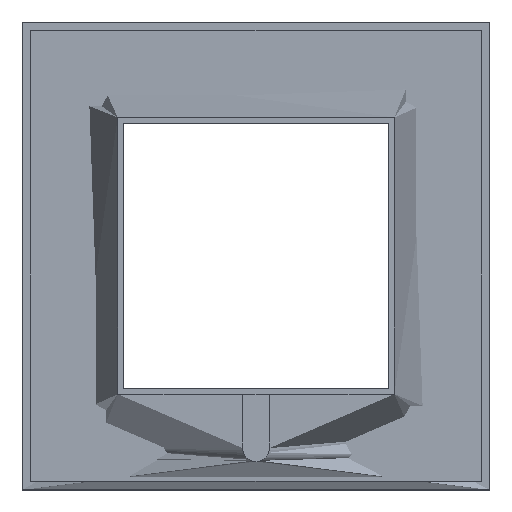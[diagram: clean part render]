
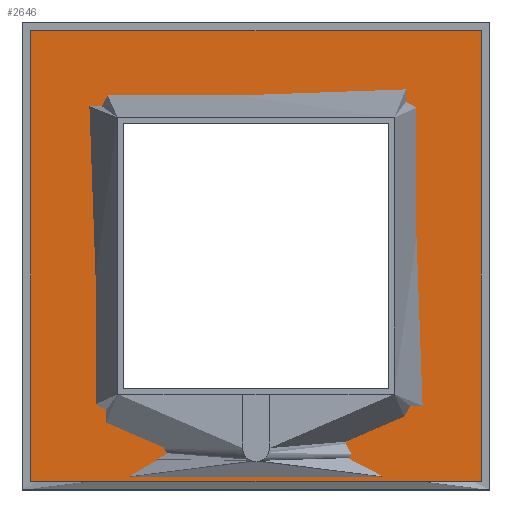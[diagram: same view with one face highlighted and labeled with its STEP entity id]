
A CAD part, top view. The second image highlights one B-rep face of the part: STEP entity #2646.
In plain terms, the highlighted planar face has unit normal (0, 0, -1).
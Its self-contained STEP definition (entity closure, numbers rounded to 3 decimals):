
#1148 = PLANE('',#1149);
#1149 = AXIS2_PLACEMENT_3D('',#1150,#1151,#1152);
#1150 = CARTESIAN_POINT('',(-50.1,50.1,0.));
#1151 = DIRECTION('',(0.,1.,0.));
#1152 = DIRECTION('',(1.,0.,0.));
#1202 = PLANE('',#1203);
#1203 = AXIS2_PLACEMENT_3D('',#1204,#1205,#1206);
#1204 = CARTESIAN_POINT('',(50.1,50.1,0.));
#1205 = DIRECTION('',(1.,0.,0.));
#1206 = DIRECTION('',(0.,-1.,0.));
#1256 = PLANE('',#1257);
#1257 = AXIS2_PLACEMENT_3D('',#1258,#1259,#1260);
#1258 = CARTESIAN_POINT('',(50.1,-50.1,0.));
#1259 = DIRECTION('',(0.,-1.,0.));
#1260 = DIRECTION('',(-1.,0.,0.));
#1288 = PLANE('',#1289);
#1289 = AXIS2_PLACEMENT_3D('',#1290,#1291,#1292);
#1290 = CARTESIAN_POINT('',(-50.1,-50.1,0.));
#1291 = DIRECTION('',(-1.,0.,0.));
#1292 = DIRECTION('',(0.,1.,0.));
#1510 = VERTEX_POINT('',#1511);
#1511 = CARTESIAN_POINT('',(-50.1,50.1,20.));
#1532 = EDGE_CURVE('',#1510,#1533,#1535,.T.);
#1533 = VERTEX_POINT('',#1534);
#1534 = CARTESIAN_POINT('',(50.1,50.1,20.));
#1535 = SURFACE_CURVE('',#1536,(#1540,#1547),.PCURVE_S1.);
#1536 = LINE('',#1537,#1538);
#1537 = CARTESIAN_POINT('',(-50.1,50.1,20.));
#1538 = VECTOR('',#1539,1.);
#1539 = DIRECTION('',(1.,0.,0.));
#1540 = PCURVE('',#1148,#1541);
#1541 = DEFINITIONAL_REPRESENTATION('',(#1542),#1546);
#1542 = LINE('',#1543,#1544);
#1543 = CARTESIAN_POINT('',(0.,-20.));
#1544 = VECTOR('',#1545,1.);
#1545 = DIRECTION('',(1.,0.));
#1546 = ( GEOMETRIC_REPRESENTATION_CONTEXT(2) 
PARAMETRIC_REPRESENTATION_CONTEXT() REPRESENTATION_CONTEXT('2D SPACE',''
  ) );
#1547 = PCURVE('',#1548,#1553);
#1548 = PLANE('',#1549);
#1549 = AXIS2_PLACEMENT_3D('',#1550,#1551,#1552);
#1550 = CARTESIAN_POINT('',(0.,0.,20.));
#1551 = DIRECTION('',(-0.,-0.,-1.));
#1552 = DIRECTION('',(-1.,0.,0.));
#1553 = DEFINITIONAL_REPRESENTATION('',(#1554),#1558);
#1554 = LINE('',#1555,#1556);
#1555 = CARTESIAN_POINT('',(50.1,50.1));
#1556 = VECTOR('',#1557,1.);
#1557 = DIRECTION('',(-1.,0.));
#1558 = ( GEOMETRIC_REPRESENTATION_CONTEXT(2) 
PARAMETRIC_REPRESENTATION_CONTEXT() REPRESENTATION_CONTEXT('2D SPACE',''
  ) );
#1586 = EDGE_CURVE('',#1533,#1587,#1589,.T.);
#1587 = VERTEX_POINT('',#1588);
#1588 = CARTESIAN_POINT('',(50.1,-50.1,20.));
#1589 = SURFACE_CURVE('',#1590,(#1594,#1601),.PCURVE_S1.);
#1590 = LINE('',#1591,#1592);
#1591 = CARTESIAN_POINT('',(50.1,50.1,20.));
#1592 = VECTOR('',#1593,1.);
#1593 = DIRECTION('',(0.,-1.,0.));
#1594 = PCURVE('',#1202,#1595);
#1595 = DEFINITIONAL_REPRESENTATION('',(#1596),#1600);
#1596 = LINE('',#1597,#1598);
#1597 = CARTESIAN_POINT('',(0.,-20.));
#1598 = VECTOR('',#1599,1.);
#1599 = DIRECTION('',(1.,0.));
#1600 = ( GEOMETRIC_REPRESENTATION_CONTEXT(2) 
PARAMETRIC_REPRESENTATION_CONTEXT() REPRESENTATION_CONTEXT('2D SPACE',''
  ) );
#1601 = PCURVE('',#1548,#1602);
#1602 = DEFINITIONAL_REPRESENTATION('',(#1603),#1607);
#1603 = LINE('',#1604,#1605);
#1604 = CARTESIAN_POINT('',(-50.1,50.1));
#1605 = VECTOR('',#1606,1.);
#1606 = DIRECTION('',(0.,-1.));
#1607 = ( GEOMETRIC_REPRESENTATION_CONTEXT(2) 
PARAMETRIC_REPRESENTATION_CONTEXT() REPRESENTATION_CONTEXT('2D SPACE',''
  ) );
#1635 = EDGE_CURVE('',#1587,#1636,#1638,.T.);
#1636 = VERTEX_POINT('',#1637);
#1637 = CARTESIAN_POINT('',(-50.1,-50.1,20.));
#1638 = SURFACE_CURVE('',#1639,(#1643,#1650),.PCURVE_S1.);
#1639 = LINE('',#1640,#1641);
#1640 = CARTESIAN_POINT('',(50.1,-50.1,20.));
#1641 = VECTOR('',#1642,1.);
#1642 = DIRECTION('',(-1.,0.,0.));
#1643 = PCURVE('',#1256,#1644);
#1644 = DEFINITIONAL_REPRESENTATION('',(#1645),#1649);
#1645 = LINE('',#1646,#1647);
#1646 = CARTESIAN_POINT('',(0.,-20.));
#1647 = VECTOR('',#1648,1.);
#1648 = DIRECTION('',(1.,0.));
#1649 = ( GEOMETRIC_REPRESENTATION_CONTEXT(2) 
PARAMETRIC_REPRESENTATION_CONTEXT() REPRESENTATION_CONTEXT('2D SPACE',''
  ) );
#1650 = PCURVE('',#1548,#1651);
#1651 = DEFINITIONAL_REPRESENTATION('',(#1652),#1656);
#1652 = LINE('',#1653,#1654);
#1653 = CARTESIAN_POINT('',(-50.1,-50.1));
#1654 = VECTOR('',#1655,1.);
#1655 = DIRECTION('',(1.,0.));
#1656 = ( GEOMETRIC_REPRESENTATION_CONTEXT(2) 
PARAMETRIC_REPRESENTATION_CONTEXT() REPRESENTATION_CONTEXT('2D SPACE',''
  ) );
#1684 = EDGE_CURVE('',#1636,#1510,#1685,.T.);
#1685 = SURFACE_CURVE('',#1686,(#1690,#1697),.PCURVE_S1.);
#1686 = LINE('',#1687,#1688);
#1687 = CARTESIAN_POINT('',(-50.1,-50.1,20.));
#1688 = VECTOR('',#1689,1.);
#1689 = DIRECTION('',(0.,1.,0.));
#1690 = PCURVE('',#1288,#1691);
#1691 = DEFINITIONAL_REPRESENTATION('',(#1692),#1696);
#1692 = LINE('',#1693,#1694);
#1693 = CARTESIAN_POINT('',(0.,-20.));
#1694 = VECTOR('',#1695,1.);
#1695 = DIRECTION('',(1.,0.));
#1696 = ( GEOMETRIC_REPRESENTATION_CONTEXT(2) 
PARAMETRIC_REPRESENTATION_CONTEXT() REPRESENTATION_CONTEXT('2D SPACE',''
  ) );
#1697 = PCURVE('',#1548,#1698);
#1698 = DEFINITIONAL_REPRESENTATION('',(#1699),#1703);
#1699 = LINE('',#1700,#1701);
#1700 = CARTESIAN_POINT('',(50.1,-50.1));
#1701 = VECTOR('',#1702,1.);
#1702 = DIRECTION('',(0.,1.));
#1703 = ( GEOMETRIC_REPRESENTATION_CONTEXT(2) 
PARAMETRIC_REPRESENTATION_CONTEXT() REPRESENTATION_CONTEXT('2D SPACE',''
  ) );
#2646 = ADVANCED_FACE('',(#2647,#2653),#1548,.T.);
#2647 = FACE_BOUND('',#2648,.T.);
#2648 = EDGE_LOOP('',(#2649,#2650,#2651,#2652));
#2649 = ORIENTED_EDGE('',*,*,#1532,.T.);
#2650 = ORIENTED_EDGE('',*,*,#1586,.T.);
#2651 = ORIENTED_EDGE('',*,*,#1635,.T.);
#2652 = ORIENTED_EDGE('',*,*,#1684,.T.);
#2653 = FACE_BOUND('',#2654,.T.);
#2654 = EDGE_LOOP('',(#2655,#2685,#2713,#2741));
#2655 = ORIENTED_EDGE('',*,*,#2656,.F.);
#2656 = EDGE_CURVE('',#2657,#2659,#2661,.T.);
#2657 = VERTEX_POINT('',#2658);
#2658 = CARTESIAN_POINT('',(-29.5,29.5,20.));
#2659 = VERTEX_POINT('',#2660);
#2660 = CARTESIAN_POINT('',(29.5,29.5,20.));
#2661 = SURFACE_CURVE('',#2662,(#2666,#2673),.PCURVE_S1.);
#2662 = LINE('',#2663,#2664);
#2663 = CARTESIAN_POINT('',(-14.75,29.5,20.));
#2664 = VECTOR('',#2665,1.);
#2665 = DIRECTION('',(1.,0.,0.));
#2666 = PCURVE('',#1548,#2667);
#2667 = DEFINITIONAL_REPRESENTATION('',(#2668),#2672);
#2668 = LINE('',#2669,#2670);
#2669 = CARTESIAN_POINT('',(14.75,29.5));
#2670 = VECTOR('',#2671,1.);
#2671 = DIRECTION('',(-1.,0.));
#2672 = ( GEOMETRIC_REPRESENTATION_CONTEXT(2) 
PARAMETRIC_REPRESENTATION_CONTEXT() REPRESENTATION_CONTEXT('2D SPACE',''
  ) );
#2673 = PCURVE('',#2674,#2679);
#2674 = PLANE('',#2675);
#2675 = AXIS2_PLACEMENT_3D('',#2676,#2677,#2678);
#2676 = CARTESIAN_POINT('',(-29.5,29.5,0.));
#2677 = DIRECTION('',(0.,1.,0.));
#2678 = DIRECTION('',(1.,0.,0.));
#2679 = DEFINITIONAL_REPRESENTATION('',(#2680),#2684);
#2680 = LINE('',#2681,#2682);
#2681 = CARTESIAN_POINT('',(14.75,-20.));
#2682 = VECTOR('',#2683,1.);
#2683 = DIRECTION('',(1.,0.));
#2684 = ( GEOMETRIC_REPRESENTATION_CONTEXT(2) 
PARAMETRIC_REPRESENTATION_CONTEXT() REPRESENTATION_CONTEXT('2D SPACE',''
  ) );
#2685 = ORIENTED_EDGE('',*,*,#2686,.F.);
#2686 = EDGE_CURVE('',#2687,#2657,#2689,.T.);
#2687 = VERTEX_POINT('',#2688);
#2688 = CARTESIAN_POINT('',(-29.5,-29.5,20.));
#2689 = SURFACE_CURVE('',#2690,(#2694,#2701),.PCURVE_S1.);
#2690 = LINE('',#2691,#2692);
#2691 = CARTESIAN_POINT('',(-29.5,-14.75,20.));
#2692 = VECTOR('',#2693,1.);
#2693 = DIRECTION('',(0.,1.,0.));
#2694 = PCURVE('',#1548,#2695);
#2695 = DEFINITIONAL_REPRESENTATION('',(#2696),#2700);
#2696 = LINE('',#2697,#2698);
#2697 = CARTESIAN_POINT('',(29.5,-14.75));
#2698 = VECTOR('',#2699,1.);
#2699 = DIRECTION('',(0.,1.));
#2700 = ( GEOMETRIC_REPRESENTATION_CONTEXT(2) 
PARAMETRIC_REPRESENTATION_CONTEXT() REPRESENTATION_CONTEXT('2D SPACE',''
  ) );
#2701 = PCURVE('',#2702,#2707);
#2702 = PLANE('',#2703);
#2703 = AXIS2_PLACEMENT_3D('',#2704,#2705,#2706);
#2704 = CARTESIAN_POINT('',(-29.5,-29.5,0.));
#2705 = DIRECTION('',(-1.,0.,0.));
#2706 = DIRECTION('',(0.,1.,0.));
#2707 = DEFINITIONAL_REPRESENTATION('',(#2708),#2712);
#2708 = LINE('',#2709,#2710);
#2709 = CARTESIAN_POINT('',(14.75,-20.));
#2710 = VECTOR('',#2711,1.);
#2711 = DIRECTION('',(1.,0.));
#2712 = ( GEOMETRIC_REPRESENTATION_CONTEXT(2) 
PARAMETRIC_REPRESENTATION_CONTEXT() REPRESENTATION_CONTEXT('2D SPACE',''
  ) );
#2713 = ORIENTED_EDGE('',*,*,#2714,.F.);
#2714 = EDGE_CURVE('',#2715,#2687,#2717,.T.);
#2715 = VERTEX_POINT('',#2716);
#2716 = CARTESIAN_POINT('',(29.5,-29.5,20.));
#2717 = SURFACE_CURVE('',#2718,(#2722,#2729),.PCURVE_S1.);
#2718 = LINE('',#2719,#2720);
#2719 = CARTESIAN_POINT('',(14.75,-29.5,20.));
#2720 = VECTOR('',#2721,1.);
#2721 = DIRECTION('',(-1.,0.,0.));
#2722 = PCURVE('',#1548,#2723);
#2723 = DEFINITIONAL_REPRESENTATION('',(#2724),#2728);
#2724 = LINE('',#2725,#2726);
#2725 = CARTESIAN_POINT('',(-14.75,-29.5));
#2726 = VECTOR('',#2727,1.);
#2727 = DIRECTION('',(1.,0.));
#2728 = ( GEOMETRIC_REPRESENTATION_CONTEXT(2) 
PARAMETRIC_REPRESENTATION_CONTEXT() REPRESENTATION_CONTEXT('2D SPACE',''
  ) );
#2729 = PCURVE('',#2730,#2735);
#2730 = PLANE('',#2731);
#2731 = AXIS2_PLACEMENT_3D('',#2732,#2733,#2734);
#2732 = CARTESIAN_POINT('',(29.5,-29.5,0.));
#2733 = DIRECTION('',(0.,-1.,0.));
#2734 = DIRECTION('',(-1.,0.,0.));
#2735 = DEFINITIONAL_REPRESENTATION('',(#2736),#2740);
#2736 = LINE('',#2737,#2738);
#2737 = CARTESIAN_POINT('',(14.75,-20.));
#2738 = VECTOR('',#2739,1.);
#2739 = DIRECTION('',(1.,0.));
#2740 = ( GEOMETRIC_REPRESENTATION_CONTEXT(2) 
PARAMETRIC_REPRESENTATION_CONTEXT() REPRESENTATION_CONTEXT('2D SPACE',''
  ) );
#2741 = ORIENTED_EDGE('',*,*,#2742,.F.);
#2742 = EDGE_CURVE('',#2659,#2715,#2743,.T.);
#2743 = SURFACE_CURVE('',#2744,(#2748,#2755),.PCURVE_S1.);
#2744 = LINE('',#2745,#2746);
#2745 = CARTESIAN_POINT('',(29.5,14.75,20.));
#2746 = VECTOR('',#2747,1.);
#2747 = DIRECTION('',(0.,-1.,0.));
#2748 = PCURVE('',#1548,#2749);
#2749 = DEFINITIONAL_REPRESENTATION('',(#2750),#2754);
#2750 = LINE('',#2751,#2752);
#2751 = CARTESIAN_POINT('',(-29.5,14.75));
#2752 = VECTOR('',#2753,1.);
#2753 = DIRECTION('',(0.,-1.));
#2754 = ( GEOMETRIC_REPRESENTATION_CONTEXT(2) 
PARAMETRIC_REPRESENTATION_CONTEXT() REPRESENTATION_CONTEXT('2D SPACE',''
  ) );
#2755 = PCURVE('',#2756,#2761);
#2756 = PLANE('',#2757);
#2757 = AXIS2_PLACEMENT_3D('',#2758,#2759,#2760);
#2758 = CARTESIAN_POINT('',(29.5,29.5,0.));
#2759 = DIRECTION('',(1.,0.,0.));
#2760 = DIRECTION('',(0.,-1.,0.));
#2761 = DEFINITIONAL_REPRESENTATION('',(#2762),#2766);
#2762 = LINE('',#2763,#2764);
#2763 = CARTESIAN_POINT('',(14.75,-20.));
#2764 = VECTOR('',#2765,1.);
#2765 = DIRECTION('',(1.,0.));
#2766 = ( GEOMETRIC_REPRESENTATION_CONTEXT(2) 
PARAMETRIC_REPRESENTATION_CONTEXT() REPRESENTATION_CONTEXT('2D SPACE',''
  ) );
